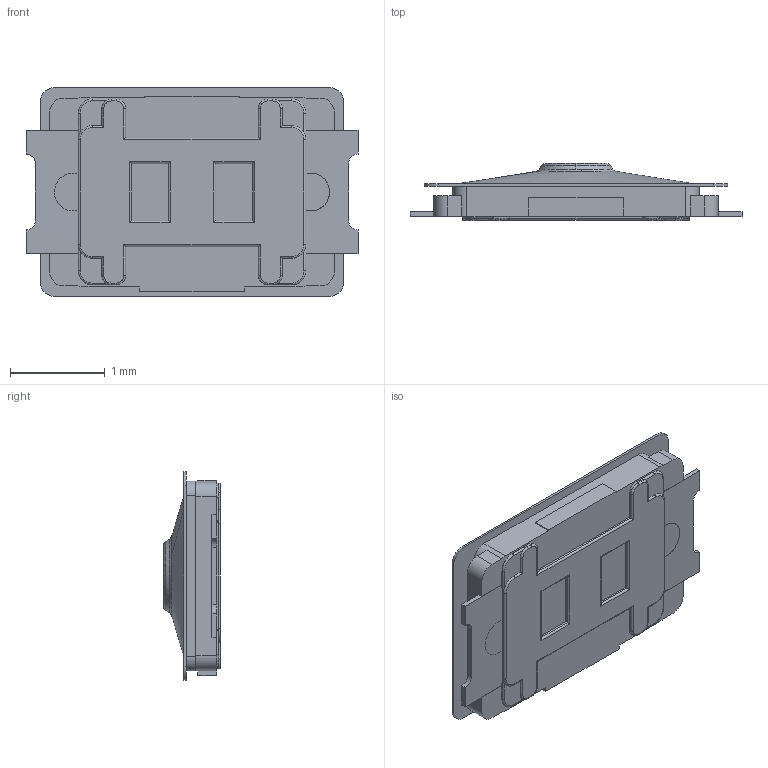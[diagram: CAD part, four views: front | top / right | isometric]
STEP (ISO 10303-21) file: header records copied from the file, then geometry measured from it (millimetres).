
FILE_DESCRIPTION (( 'STEP AP214' ), '1' );
FILE_NAME ('EVPAW-BCE-D2A-D4A.step', '2024-05-23T13:19:43', ( '' ), ( '' ), 'SwSTEP 2.0', 'SolidWorks 2020', '' );
FILE_SCHEMA (( 'AUTOMOTIVE_DESIGN' ));
Length unit declared in the file: centimetre
Products named in the file (1): EVPAW-BCE-D2A-D4A
Bounding box: 3.5 x 0.6 x 2.2 mm (x, y, z)
Volume: 2.5 mm3; surface area: 20.7 mm2
Topology: 1 solids, 1 shells, 173 faces, 449 edges, 282 vertices
Faces by surface type: plane 76, cylinder 73, bspline 22, cone 2
Entity records: 6365 total; most frequent: CARTESIAN_POINT 1989, ORIENTED_EDGE 898, DIRECTION 778, EDGE_CURVE 449, VERTEX_POINT 282, LINE 270, VECTOR 270, AXIS2_PLACEMENT_3D 254
